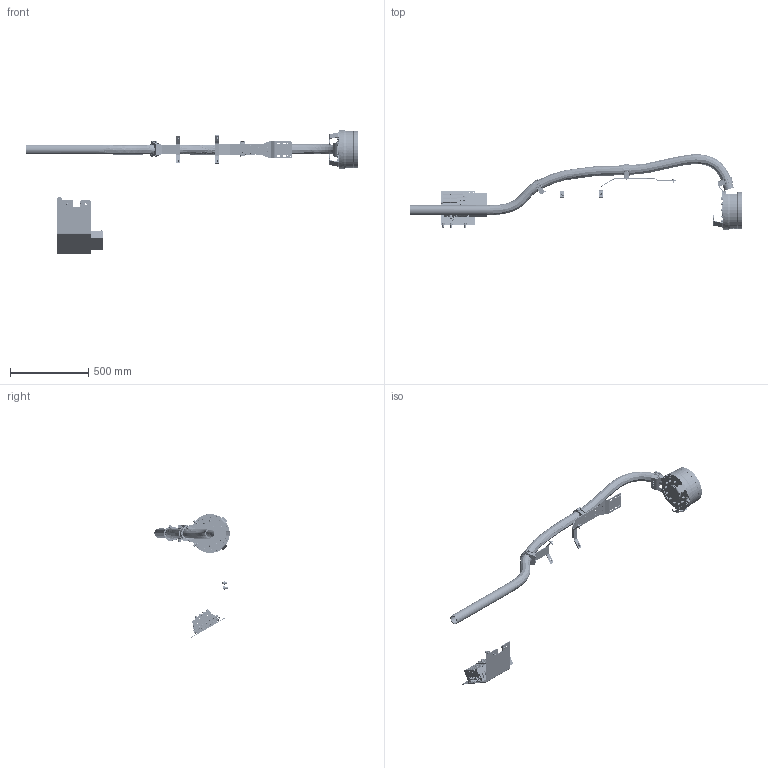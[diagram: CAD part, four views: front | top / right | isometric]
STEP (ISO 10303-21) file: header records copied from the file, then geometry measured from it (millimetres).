
FILE_DESCRIPTION (( 'STEP AP203' ), '1' );
FILE_NAME ('TS153L-611.STEP', '2020-02-27T16:29:55', ( '' ), ( '' ), 'SwSTEP 2.0', 'SolidWorks 2017', '' );
FILE_SCHEMA (( 'CONFIG_CONTROL_DESIGN' ));
Length unit declared in the file: millimetre
Products named in the file (1): TS153L-611
Bounding box: 2126.42 x 482.59 x 792.79 mm (x, y, z)
Surface area: 2262443.4 mm2 (no closed solid volume)
Topology: 0 solids, 159 shells, 8468 faces, 21637 edges, 14018 vertices
Faces by surface type: plane 3562, cylinder 2182, bspline 2096, cone 373, torus 193, sphere 62
Entity records: 397831 total; most frequent: CARTESIAN_POINT 205380, ORIENTED_EDGE 42900, DIRECTION 34701, EDGE_CURVE 21465, VERTEX_POINT 13982, AXIS2_PLACEMENT_3D 11995, LINE 10711, VECTOR 10711
